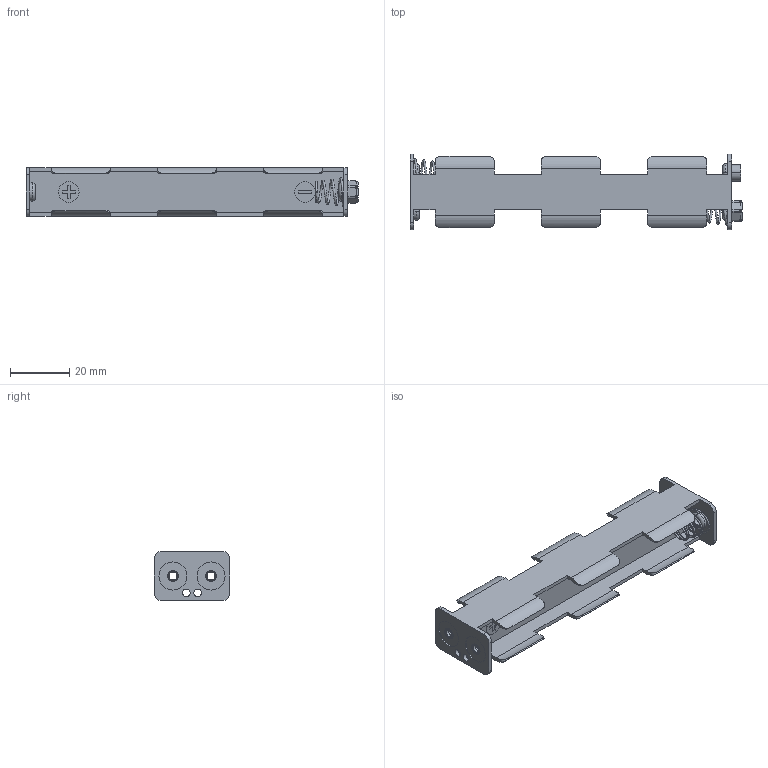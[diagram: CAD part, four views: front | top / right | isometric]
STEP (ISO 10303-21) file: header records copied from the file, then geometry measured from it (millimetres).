
FILE_DESCRIPTION (( 'STEP AP214' ), '1' );
FILE_NAME ('BH14AASF.STEP', '2019-11-19T06:40:09', ( '' ), ( '' ), 'SwSTEP 2.0', 'SolidWorks 2017', '' );
FILE_SCHEMA (( 'AUTOMOTIVE_DESIGN' ));
Length unit declared in the file: millimetre
Products named in the file (1): BH14AASF
Bounding box: 112.44 x 25.7 x 16.56 mm (x, y, z)
Volume: 8087.6 mm3; surface area: 14359.6 mm2
Topology: 9 solids, 9 shells, 466 faces, 1182 edges, 752 vertices
Faces by surface type: plane 234, cylinder 172, torus 52, bspline 8
Entity records: 17996 total; most frequent: CARTESIAN_POINT 6457, DIRECTION 2430, ORIENTED_EDGE 2356, EDGE_CURVE 1178, AXIS2_PLACEMENT_3D 873, VERTEX_POINT 750, LINE 684, VECTOR 684
